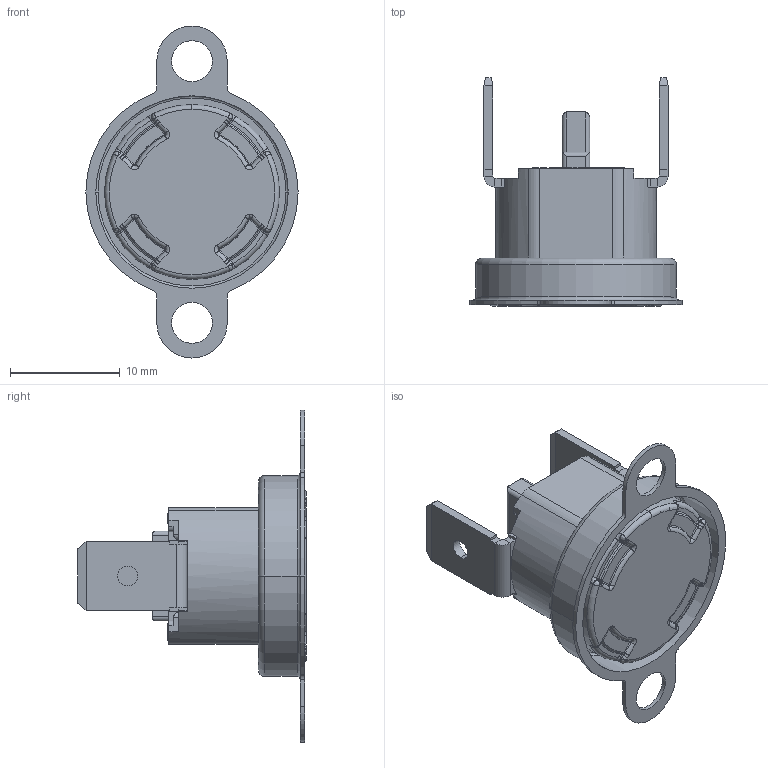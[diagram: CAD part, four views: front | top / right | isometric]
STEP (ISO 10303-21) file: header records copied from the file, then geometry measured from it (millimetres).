
FILE_DESCRIPTION (( 'STEP AP203' ), '1' );
FILE_NAME ('1NT08L-VERT1.STEP', '2018-11-16T16:12:39', ( '' ), ( '' ), 'SwSTEP 2.0', 'SolidWorks 2015', '' );
FILE_SCHEMA (( 'CONFIG_CONTROL_DESIGN' ));
Length unit declared in the file: inch
Products named in the file (1): 1NT08L-VERT1
Bounding box: 19.3 x 20.8 x 30.2 mm (x, y, z)
Surface area: 2359.1 mm2 (no closed solid volume)
Topology: 0 solids, 11 shells, 520 faces, 1558 edges, 1012 vertices
Faces by surface type: plane 225, cylinder 109, bspline 103, torus 61, sphere 16, cone 6
Entity records: 23001 total; most frequent: CARTESIAN_POINT 9791, ORIENTED_EDGE 2717, DIRECTION 2475, EDGE_CURVE 1542, VERTEX_POINT 1012, LINE 879, VECTOR 879, AXIS2_PLACEMENT_3D 798
